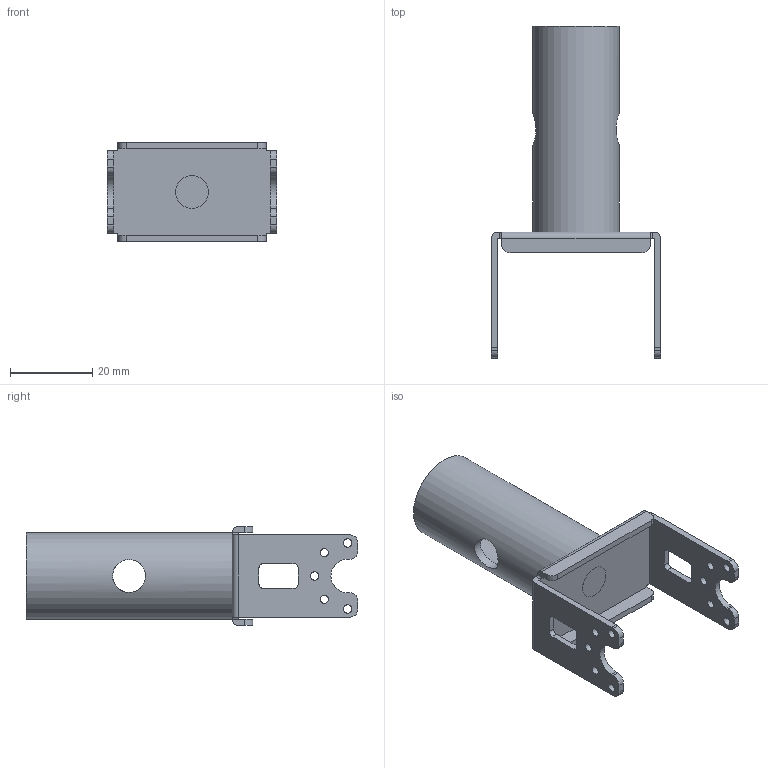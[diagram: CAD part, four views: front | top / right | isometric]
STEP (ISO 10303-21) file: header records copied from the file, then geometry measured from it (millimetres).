
FILE_DESCRIPTION(/* description */ ('STEP AP242','CAx-IF Rec.Pracs.---Representation and Presentation of Product Manufacturing Information (PMI)---4.0---2014-10-13','CAx-IF Rec.Pracs.---3D Tessellated Geometry---0.4---2014-09-14','2;1'),/* implementation_level */ '2;1');
FILE_NAME(/* name */ '673378f4ba304a3094ef2c42',/* time_stamp */ '2024-11-12T15:49:09Z',/* author */ (''),/* organization */ (''),/* preprocessor_version */ 'ST-DEVELOPER v20',/* originating_system */ 'ONSHAPE BY PTC INC, 1.189',/* authorisation */ ' ');
FILE_SCHEMA (('AP242_MANAGED_MODEL_BASED_3D_ENGINEERING_MIM_LF { 1 0 10303 442 1 1 4 }'));
Length unit declared in the file: metre
Products named in the file (2): Part 2; FR12_H101
Bounding box: 41 x 80.5 x 24 mm (x, y, z)
Volume: 8954.3 mm3; surface area: 10787.6 mm2
Topology: 2 solids, 2 shells, 92 faces, 248 edges, 162 vertices
Faces by surface type: cylinder 50, plane 42
Full cylindrical faces by diameter (mm): 2 x10, 7.998 x1, 8 x3, 17 x1, 21 x1
Entity records: 2988 total; most frequent: CARTESIAN_POINT 558, DIRECTION 512, ORIENTED_EDGE 462, EDGE_CURVE 231, AXIS2_PLACEMENT_3D 191, VERTEX_POINT 161, EDGE_LOOP 138, FACE_BOUND 138
